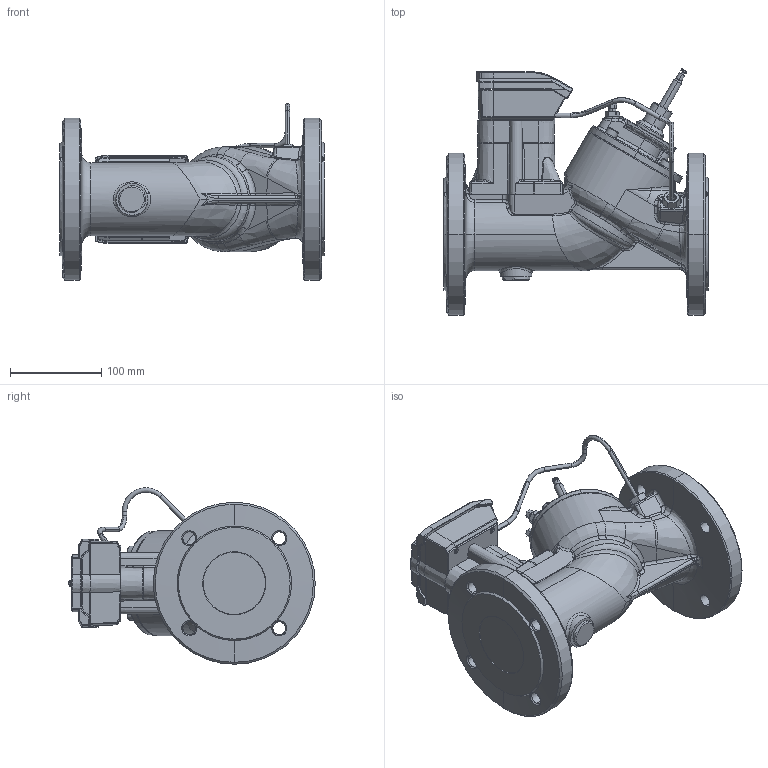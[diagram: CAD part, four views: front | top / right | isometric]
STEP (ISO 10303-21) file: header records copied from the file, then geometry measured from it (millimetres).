
FILE_DESCRIPTION (( 'STEP AP203' ), '1' );
FILE_NAME ('16077 - Smartvalve DN65.step', '2021-04-06T06:50:17', ( '' ), ( '' ), 'SwSTEP 2.0', 'SolidWorks 2019', '' );
FILE_SCHEMA (( 'CONFIG_CONTROL_DESIGN' ));
Length unit declared in the file: millimetre
Products named in the file (13): 16062 - Temperature pocket JUMO 902440-41; 16145 - Smartbox holder SV DN65,80_Simplified; 31145060 - Smartbox_Simplified DN65; 16078 - Sealing housing Smartvalve DN65,80; 16086 - Valve stem SV DN65,80_16086 - Steblo krmilnega dela SV DN65,80; 16080 - Bonnet SV DN65 (machined)_Simplified; 16077 - Smartvalve DN65; 52265302 - Plug G1-16; 16064 - CV-part Smartvalve DN65_Simplified; 16073, 16196, 16197, 16198 - Valve housing SV DN65 (phase)_Simplified; 16147 - Mirror SV DN65,80; 11226 - Vijak,inbus M8 x 16 DIN912 A2F 8.8; 16194 - Reducer M14 to G1-16
Assembly tree (17 placements, depth 3):
  16077 - Smartvalve DN65
    16073, 16196, 16197, 16198 - Valve housing SV DN65 (phase)_Simplified
    16147 - Mirror SV DN65,80
    16145 - Smartbox holder SV DN65,80_Simplified
    31145060 - Smartbox_Simplified DN65
    16062 - Temperature pocket JUMO 902440-41
    16064 - CV-part Smartvalve DN65_Simplified
      16080 - Bonnet SV DN65 (machined)_Simplified
      16078 - Sealing housing Smartvalve DN65,80
      16086 - Valve stem SV DN65,80_16086 - Steblo krmilnega dela SV DN65,80
      16194 - Reducer M14 to G1-16  x2
      52265302 - Plug G1-16  x2
      11226 - Vijak,inbus M8 x 16 DIN912 A2F 8.8  x4
Bounding box: 290 x 270.6 x 193.76 mm (x, y, z)
Volume: 3826711.6 mm3; surface area: 362251 mm2
Topology: 18 solids, 22 shells, 1455 faces, 3352 edges, 1956 vertices
Faces by surface type: cylinder 417, plane 343, bspline 282, cone 227, torus 137, sphere 49
Entity records: 63519 total; most frequent: CARTESIAN_POINT 34813, ORIENTED_EDGE 5982, DIRECTION 5345, EDGE_CURVE 2991, AXIS2_PLACEMENT_3D 2201, VERTEX_POINT 1769, EDGE_LOOP 1392, ADVANCED_FACE 1307
